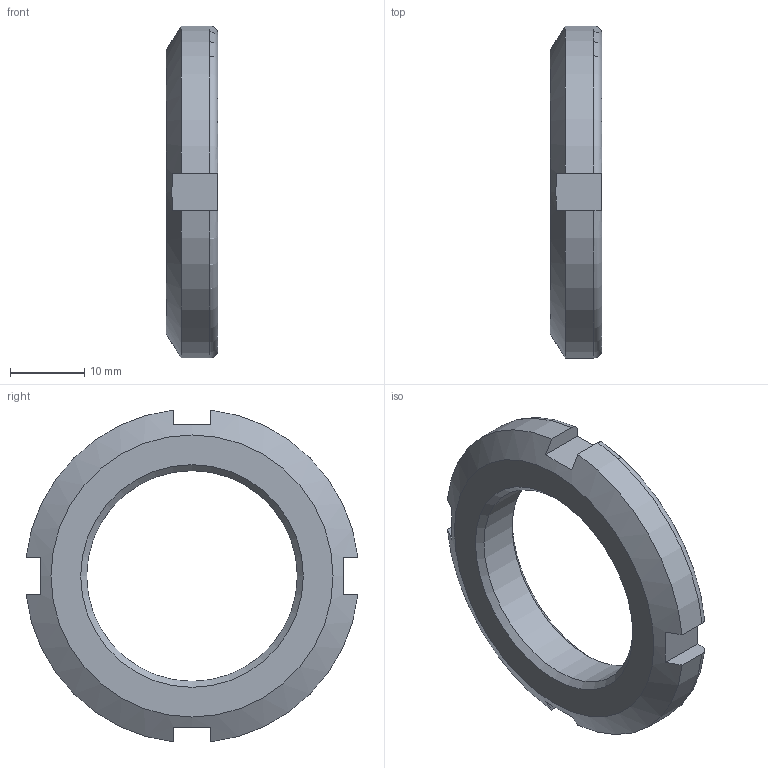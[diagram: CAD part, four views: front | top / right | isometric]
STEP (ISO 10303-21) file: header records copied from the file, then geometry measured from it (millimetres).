
FILE_DESCRIPTION(/* description */ (''),/* implementation_level */ '2;1');
FILE_NAME(/* name */ 'BM-19.step',/* time_stamp */ '2024-05-09T15:50:43+01:00',/* author */ (''),/* organization */ (''),/* preprocessor_version */ 'ST-DEVELOPER v20',/* originating_system */ 'Autodesk Translation Framework v12.20.1.177',/* authorisation */ '');
FILE_SCHEMA (('AUTOMOTIVE_DESIGN { 1 0 10303 214 3 1 1 }'));
Length unit declared in the file: millimetre
Products named in the file (1): BM-19
Bounding box: 7 x 44.72 x 44.72 mm (x, y, z)
Volume: 5903.7 mm3; surface area: 3190.3 mm2
Topology: 1 solids, 1 shells, 26 faces, 70 edges, 46 vertices
Faces by surface type: plane 14, cylinder 5, torus 4, cone 3
Full cylindrical faces by diameter (mm): 28.376 x1
Entity records: 902 total; most frequent: CARTESIAN_POINT 241, ORIENTED_EDGE 140, DIRECTION 120, EDGE_CURVE 70, VERTEX_POINT 46, AXIS2_PLACEMENT_3D 44, LINE 32, VECTOR 32
